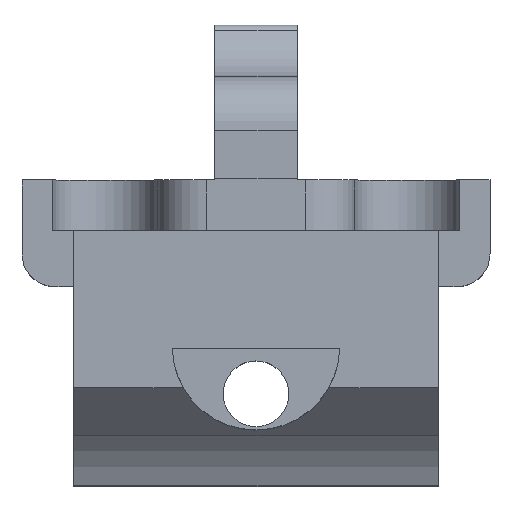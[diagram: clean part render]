
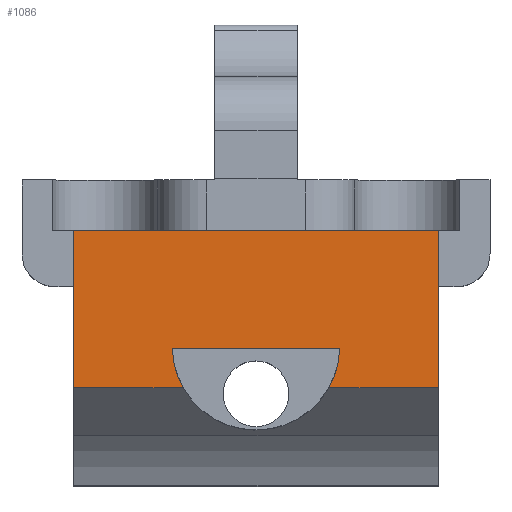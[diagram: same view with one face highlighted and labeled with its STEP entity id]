
A CAD part, top view. The second image highlights one B-rep face of the part: STEP entity #1086.
In plain terms, the highlighted planar face has unit normal (0, 0, 1).
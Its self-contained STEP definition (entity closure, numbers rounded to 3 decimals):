
#52=PLANE('',#1171);
#82=FACE_OUTER_BOUND('',#143,.T.);
#143=EDGE_LOOP('',(#766,#767,#768,#769,#770,#771,#772,#773));
#211=LINE('',#1609,#313);
#220=LINE('',#1635,#322);
#225=LINE('',#1653,#327);
#226=LINE('',#1655,#328);
#227=LINE('',#1659,#329);
#228=LINE('',#1662,#330);
#313=VECTOR('',#1287,10.);
#322=VECTOR('',#1308,10.);
#327=VECTOR('',#1323,10.);
#328=VECTOR('',#1324,10.);
#329=VECTOR('',#1327,10.);
#330=VECTOR('',#1330,10.);
#418=CIRCLE('',#1172,5.1);
#419=CIRCLE('',#1173,5.1);
#460=VERTEX_POINT('',#1606);
#461=VERTEX_POINT('',#1608);
#472=VERTEX_POINT('',#1633);
#480=VERTEX_POINT('',#1652);
#481=VERTEX_POINT('',#1654);
#482=VERTEX_POINT('',#1656);
#483=VERTEX_POINT('',#1658);
#484=VERTEX_POINT('',#1660);
#572=EDGE_CURVE('',#461,#460,#211,.T.);
#585=EDGE_CURVE('',#460,#472,#220,.T.);
#594=EDGE_CURVE('',#472,#480,#225,.T.);
#595=EDGE_CURVE('',#481,#480,#226,.T.);
#596=EDGE_CURVE('',#482,#481,#418,.T.);
#597=EDGE_CURVE('',#483,#482,#227,.T.);
#598=EDGE_CURVE('',#484,#483,#419,.T.);
#599=EDGE_CURVE('',#461,#484,#228,.T.);
#766=ORIENTED_EDGE('',*,*,#585,.T.);
#767=ORIENTED_EDGE('',*,*,#594,.T.);
#768=ORIENTED_EDGE('',*,*,#595,.F.);
#769=ORIENTED_EDGE('',*,*,#596,.F.);
#770=ORIENTED_EDGE('',*,*,#597,.F.);
#771=ORIENTED_EDGE('',*,*,#598,.F.);
#772=ORIENTED_EDGE('',*,*,#599,.F.);
#773=ORIENTED_EDGE('',*,*,#572,.T.);
#1086=ADVANCED_FACE('',(#82),#52,.F.);
#1171=AXIS2_PLACEMENT_3D('',#1651,#1321,#1322);
#1172=AXIS2_PLACEMENT_3D('',#1657,#1325,#1326);
#1173=AXIS2_PLACEMENT_3D('',#1661,#1328,#1329);
#1287=DIRECTION('',(0.,1.,0.));
#1308=DIRECTION('',(-1.,0.,0.));
#1321=DIRECTION('center_axis',(0.,0.,
-1.));
#1322=DIRECTION('ref_axis',(0.,-1.,0.));
#1323=DIRECTION('',(0.,-1.,0.));
#1324=DIRECTION('',(-1.,0.,0.));
#1325=DIRECTION('center_axis',(0.,0.,
1.));
#1326=DIRECTION('ref_axis',(1.,-0.029,0.));
#1327=DIRECTION('',(-1.,0.,0.));
#1328=DIRECTION('center_axis',(0.,0.,
1.));
#1329=DIRECTION('ref_axis',(1.,-0.029,0.));
#1330=DIRECTION('',(-1.,0.,0.));
#1606=CARTESIAN_POINT('',(11.182,62.445,-32.931));
#1608=CARTESIAN_POINT('',(11.182,52.889,-32.931));
#1609=CARTESIAN_POINT('',(11.182,49.184,-32.931));
#1633=CARTESIAN_POINT('',(-11.018,62.445,-32.931));
#1635=CARTESIAN_POINT('',(5.632,62.445,-32.931));
#1651=CARTESIAN_POINT('Origin',(11.182,56.545,-32.931));
#1652=CARTESIAN_POINT('',(-11.018,52.889,-32.931));
#1653=CARTESIAN_POINT('',(-11.018,53.841,-32.931));
#1654=CARTESIAN_POINT('',(-4.357,52.889,-32.931));
#1655=CARTESIAN_POINT('',(11.182,52.889,-32.931));
#1656=CARTESIAN_POINT('',(-5.016,55.251,-32.931));
#1657=CARTESIAN_POINT('Origin',(0.082,55.4,-32.931));
#1658=CARTESIAN_POINT('',(5.18,55.251,-32.931));
#1659=CARTESIAN_POINT('',(3.083,55.251,-32.931));
#1660=CARTESIAN_POINT('',(4.522,52.889,-32.931));
#1661=CARTESIAN_POINT('Origin',(0.082,55.4,-32.931));
#1662=CARTESIAN_POINT('',(11.182,52.889,-32.931));
